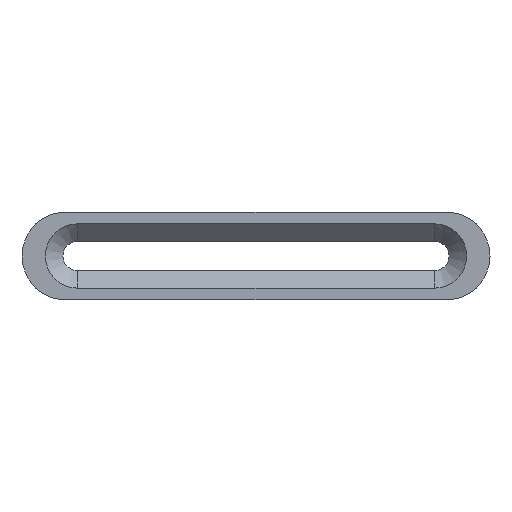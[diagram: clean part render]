
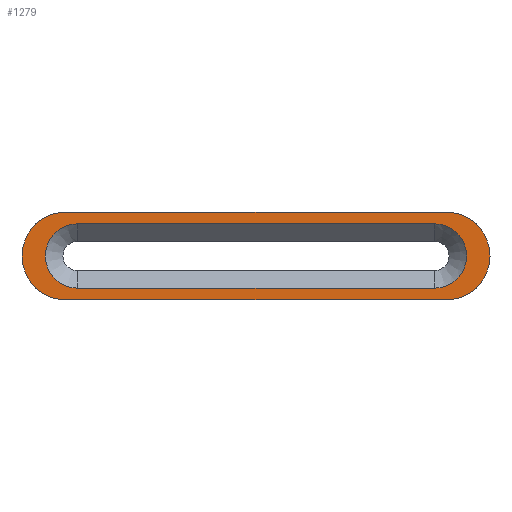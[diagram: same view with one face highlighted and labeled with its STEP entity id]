
A CAD part, left-side view. The second image highlights one B-rep face of the part: STEP entity #1279.
In plain terms, the highlighted planar face has unit normal (-1, 0, 0).
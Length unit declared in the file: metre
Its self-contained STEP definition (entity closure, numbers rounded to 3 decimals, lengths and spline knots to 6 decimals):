
#48=PLANE('',#1387);
#62=CIRCLE('',#1380,0.0075);
#63=CIRCLE('',#1382,0.0075);
#67=CIRCLE('',#1388,0.0055);
#68=CIRCLE('',#1389,0.0055);
#142=LINE('',#1927,#234);
#158=LINE('',#1963,#250);
#168=LINE('',#2259,#260);
#169=LINE('',#2263,#261);
#234=VECTOR('',#1538,1.);
#250=VECTOR('',#1562,1.);
#260=VECTOR('',#1596,1.);
#261=VECTOR('',#1599,1.);
#414=ORIENTED_EDGE('',*,*,#777,.T.);
#415=ORIENTED_EDGE('',*,*,#778,.T.);
#416=ORIENTED_EDGE('',*,*,#779,.T.);
#417=ORIENTED_EDGE('',*,*,#780,.T.);
#418=ORIENTED_EDGE('',*,*,#725,.T.);
#419=ORIENTED_EDGE('',*,*,#765,.T.);
#420=ORIENTED_EDGE('',*,*,#741,.F.);
#421=ORIENTED_EDGE('',*,*,#754,.T.);
#725=EDGE_CURVE('',#915,#918,#142,.T.);
#741=EDGE_CURVE('',#934,#931,#158,.T.);
#754=EDGE_CURVE('',#934,#915,#62,.T.);
#765=EDGE_CURVE('',#918,#931,#63,.T.);
#777=EDGE_CURVE('',#947,#948,#67,.F.);
#778=EDGE_CURVE('',#948,#949,#168,.T.);
#779=EDGE_CURVE('',#949,#950,#68,.F.);
#780=EDGE_CURVE('',#950,#947,#169,.T.);
#915=VERTEX_POINT('',#1921);
#918=VERTEX_POINT('',#1926);
#931=VERTEX_POINT('',#1957);
#934=VERTEX_POINT('',#1962);
#947=VERTEX_POINT('',#2257);
#948=VERTEX_POINT('',#2258);
#949=VERTEX_POINT('',#2260);
#950=VERTEX_POINT('',#2262);
#1061=EDGE_LOOP('',(#414,#415,#416,#417));
#1062=EDGE_LOOP('',(#418,#419,#420,#421));
#1151=FACE_BOUND('',#1061,.T.);
#1152=FACE_BOUND('',#1062,.T.);
#1279=ADVANCED_FACE('',(#1151,#1152),#48,.T.);
#1380=AXIS2_PLACEMENT_3D('',#2056,#1574,#1575);
#1382=AXIS2_PLACEMENT_3D('',#2178,#1579,#1580);
#1387=AXIS2_PLACEMENT_3D('',#2255,#1592,#1593);
#1388=AXIS2_PLACEMENT_3D('',#2256,#1594,#1595);
#1389=AXIS2_PLACEMENT_3D('',#2261,#1597,#1598);
#1538=DIRECTION('',(0.,-1.,0.));
#1562=DIRECTION('',(0.,-1.,0.));
#1574=DIRECTION('',(-1.,0.,0.));
#1575=DIRECTION('',(0.,-1.,0.));
#1579=DIRECTION('',(-1.,0.,0.));
#1580=DIRECTION('',(0.,-1.,0.));
#1592=DIRECTION('',(-1.,0.,0.));
#1593=DIRECTION('',(0.,-1.,0.));
#1594=DIRECTION('',(-1.,0.,0.));
#1595=DIRECTION('',(0.,-1.,0.));
#1596=DIRECTION('',(0.,-1.,0.));
#1597=DIRECTION('',(-1.,0.,0.));
#1598=DIRECTION('',(0.,-1.,0.));
#1599=DIRECTION('',(0.,1.,0.));
#1921=CARTESIAN_POINT('',(-0.0225,0.0325,-0.005));
#1926=CARTESIAN_POINT('',(-0.0225,-0.0325,-0.005));
#1927=CARTESIAN_POINT('',(-0.0225,0.,-0.005));
#1957=CARTESIAN_POINT('',(-0.0225,-0.0325,0.01));
#1962=CARTESIAN_POINT('',(-0.0225,0.0325,0.01));
#1963=CARTESIAN_POINT('',(-0.0225,0.,0.01));
#2056=CARTESIAN_POINT('',(-0.0225,0.0325,0.0025));
#2178=CARTESIAN_POINT('',(-0.0225,-0.0325,0.0025));
#2255=CARTESIAN_POINT('',(-0.0225,0.,-0.005));
#2256=CARTESIAN_POINT('',(-0.0225,0.0305,0.0025));
#2257=CARTESIAN_POINT('',(-0.0225,0.0305,-0.003));
#2258=CARTESIAN_POINT('',(-0.0225,0.0305,0.008));
#2259=CARTESIAN_POINT('',(-0.0225,-0.0305,0.008));
#2260=CARTESIAN_POINT('',(-0.0225,-0.0305,0.008));
#2261=CARTESIAN_POINT('',(-0.0225,-0.0305,0.0025));
#2262=CARTESIAN_POINT('',(-0.0225,-0.0305,-0.003));
#2263=CARTESIAN_POINT('',(-0.0225,0.,-0.003));
